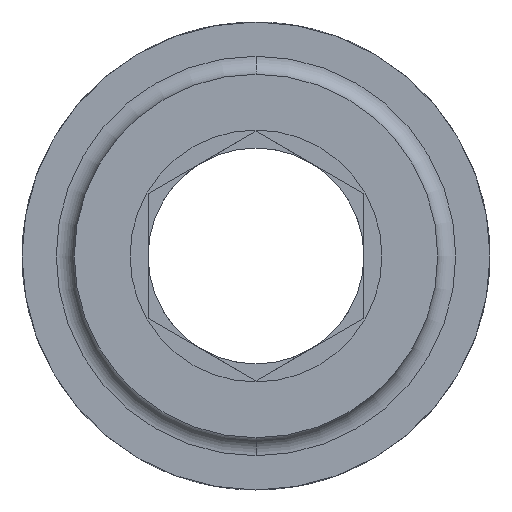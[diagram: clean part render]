
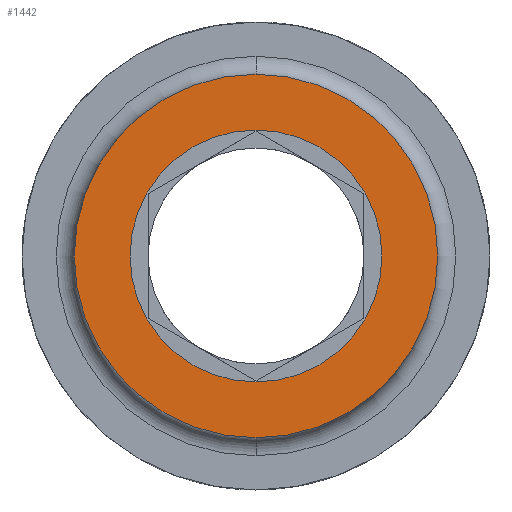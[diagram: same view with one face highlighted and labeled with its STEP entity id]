
A CAD part, front view. The second image highlights one B-rep face of the part: STEP entity #1442.
In plain terms, the highlighted planar face has unit normal (0, -1, 0).
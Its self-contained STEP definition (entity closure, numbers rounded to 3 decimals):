
#15 = VERTEX_POINT ( 'NONE', #1287 ) ;
#76 = VERTEX_POINT ( 'NONE', #737 ) ;
#80 = DIRECTION ( 'NONE',  ( 0., 0., -1. ) ) ;
#86 = DIRECTION ( 'NONE',  ( 0., -1., 0. ) ) ;
#207 = AXIS2_PLACEMENT_3D ( 'NONE', #789, #86, #80 ) ;
#224 = AXIS2_PLACEMENT_3D ( 'NONE', #899, #889, #886 ) ;
#344 = DIRECTION ( 'NONE',  ( 0., 0., -1. ) ) ;
#406 = CIRCLE ( 'NONE', #1570, 5.05 ) ;
#413 = AXIS2_PLACEMENT_3D ( 'NONE', #454, #444, #344 ) ;
#444 = DIRECTION ( 'NONE',  ( 0., -1., 0. ) ) ;
#454 = CARTESIAN_POINT ( 'NONE',  ( 0., 0., 0. ) ) ;
#552 = AXIS2_PLACEMENT_3D ( 'NONE', #1658, #1242, #843 ) ;
#561 = PLANE ( 'NONE',  #552 ) ;
#618 = EDGE_LOOP ( 'NONE', ( #815, #850 ) ) ;
#737 = CARTESIAN_POINT ( 'NONE',  ( 0., 0., 5.05 ) ) ;
#789 = CARTESIAN_POINT ( 'NONE',  ( 0., 0., 0. ) ) ;
#815 = ORIENTED_EDGE ( 'NONE', *, *, #1045, .F. ) ;
#842 = CIRCLE ( 'NONE', #224, 3.5 ) ;
#843 = DIRECTION ( 'NONE',  ( 0., 0., 1. ) ) ;
#850 = ORIENTED_EDGE ( 'NONE', *, *, #1173, .F. ) ;
#875 = ORIENTED_EDGE ( 'NONE', *, *, #915, .T. ) ;
#886 = DIRECTION ( 'NONE',  ( 0., 0., -1. ) ) ;
#889 = DIRECTION ( 'NONE',  ( 0., -1., 0. ) ) ;
#899 = CARTESIAN_POINT ( 'NONE',  ( 0., 0., 0. ) ) ;
#900 = ORIENTED_EDGE ( 'NONE', *, *, #1646, .T. ) ;
#915 = EDGE_CURVE ( 'NONE', #15, #76, #1474, .T. ) ;
#918 = CARTESIAN_POINT ( 'NONE',  ( 0., 0., -3.5 ) ) ;
#938 = CARTESIAN_POINT ( 'NONE',  ( 0., 0., 3.5 ) ) ;
#947 = FACE_BOUND ( 'NONE', #618, .T. ) ;
#993 = FACE_OUTER_BOUND ( 'NONE', #1058, .T. ) ;
#1045 = EDGE_CURVE ( 'NONE', #1667, #1561, #842, .T. ) ;
#1058 = EDGE_LOOP ( 'NONE', ( #875, #900 ) ) ;
#1173 = EDGE_CURVE ( 'NONE', #1561, #1667, #1711, .T. ) ;
#1242 = DIRECTION ( 'NONE',  ( 0., 1., 0. ) ) ;
#1287 = CARTESIAN_POINT ( 'NONE',  ( 0., 0., -5.05 ) ) ;
#1442 = ADVANCED_FACE ( 'NONE', ( #947, #993 ), #561, .F. ) ;
#1456 = DIRECTION ( 'NONE',  ( 0., 0., -1. ) ) ;
#1474 = CIRCLE ( 'NONE', #413, 5.05 ) ;
#1561 = VERTEX_POINT ( 'NONE', #938 ) ;
#1570 = AXIS2_PLACEMENT_3D ( 'NONE', #1728, #1598, #1456 ) ;
#1598 = DIRECTION ( 'NONE',  ( 0., -1., 0. ) ) ;
#1646 = EDGE_CURVE ( 'NONE', #76, #15, #406, .T. ) ;
#1658 = CARTESIAN_POINT ( 'NONE',  ( 0., 0., 0. ) ) ;
#1667 = VERTEX_POINT ( 'NONE', #918 ) ;
#1711 = CIRCLE ( 'NONE', #207, 3.5 ) ;
#1728 = CARTESIAN_POINT ( 'NONE',  ( 0., 0., 0. ) ) ;
